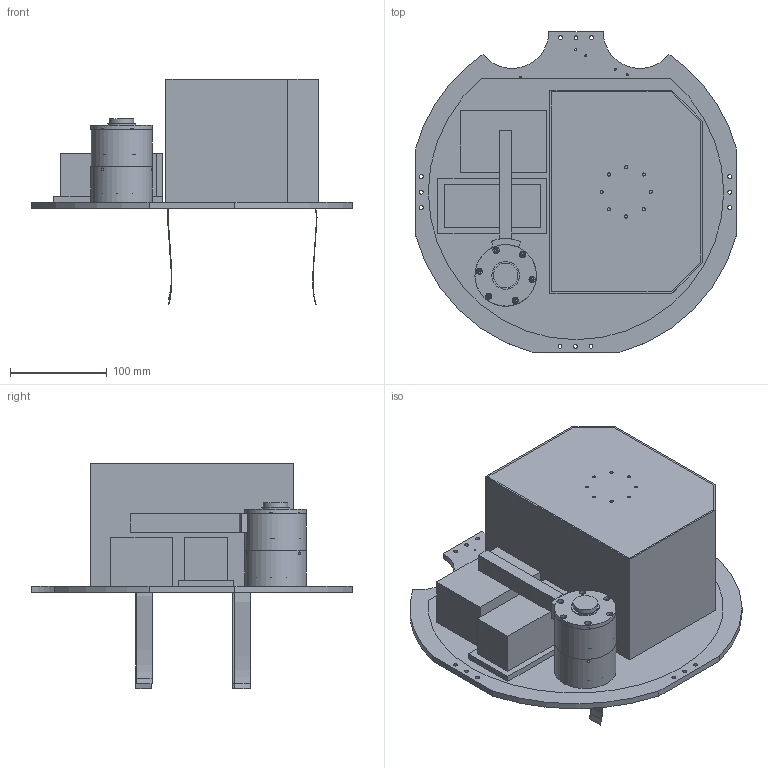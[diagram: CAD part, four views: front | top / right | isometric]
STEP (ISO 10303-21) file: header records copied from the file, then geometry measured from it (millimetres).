
FILE_DESCRIPTION(/* description */ (''),/* implementation_level */ '2;1');
FILE_NAME(/* name */ 'platelayoutCOMPDRV3.stp',/* time_stamp */ '2017-11-10T18:18:52-05:00',/* author */ (''),/* organization */ (''),/* preprocessor_version */ 'ST-DEVELOPER v16',/* originating_system */ 'SIEMENS PLM Software NX 11.0',/* authorisation */ '');
FILE_SCHEMA (('AUTOMOTIVE_DESIGN { 1 0 10303 214 3 1 1 1 }'));
Length unit declared in the file: inch
Products named in the file (38): OVA5647483625; OVA5647_Housing484626; OVA5647_IR-Glas485627; OVA5647_Pigtail486628; tubeholderbase2472629; bearing holder473630; Central Housing445631; Motor End Cover444632; Pitch Motor Housing V281478633; End Effector V3479634; RasPi_Camera_Board489635; siliconbacking636; rod_holder480637; slide rod481638; test_tube482639; Starduino; BiasGenBoard; MotorDriverBoard; siliconforpizeros; RaspberryPiZeroW; datalogger; Shaker_motor643; shaker_disk644; link_arm645; holderhalf463646; holderhalf2464647; BasePlate (1)484648; PayloadSA218485649; new sunshade363486650; newerbox448651; Electronics Box V2503652; SCAMP To Scale_stp455653; OVA5647_FOV504654; PiCamwithsilicon655; tubeholder491656; shakerwithrods369492657; StarduinoAssembly; platelayoutCOMPDRV3_stp
Assembly tree (61 placements, depth 4):
  platelayoutCOMPDRV3_stp
    StarduinoAssembly
      MotorDriverBoard
      BiasGenBoard
      Starduino
    Electronics Box V2503652
    newerbox448651
    new sunshade363486650
    PayloadSA218485649
    BasePlate (1)484648
    shakerwithrods369492657  x2
      tubeholder491656
        bearing holder473630  x4
        tubeholderbase2472629
      test_tube482639
      slide rod481638
      rod_holder480637
    PiCamwithsilicon655  x4
      siliconbacking636
      OVA5647_FOV504654
        OVA5647_Pigtail486628
        OVA5647_IR-Glas485627
        OVA5647_Housing484626
        OVA5647483625
      RasPi_Camera_Board489635
    holderhalf2464647  x6
    SCAMP To Scale_stp455653
      End Effector V3479634
      Pitch Motor Housing V281478633
      Motor End Cover444632
      Central Housing445631
    holderhalf463646  x2
    link_arm645  x2
    shaker_disk644  x2
    Shaker_motor643  x2
    datalogger
    RaspberryPiZeroW  x4
    siliconforpizeros  x2
Bounding box: 331.22 x 331.22 x 233.13 mm (x, y, z)
Volume: 1989737.5 mm3; surface area: 931591.7 mm2
Topology: 89 solids, 89 shells, 4160 faces, 10743 edges, 6948 vertices
Faces by surface type: plane 2048, cylinder 1528, torus 496, bspline 44, sphere 32, cone 12
Full cylindrical faces by diameter (mm): 1.7 x2, 2.032 x5, 2.383 x12, 2.845 x19, 3.048 x9, 3.175 x12, 3.454 x6, 3.7 x8, 3.734 x6, 4.064 x18, 5.715 x6, 6.096 x1, 6.35 x12, 6.502 x6, 6.731 x8, 7.112 x4, 8.636 x12, 9.652 x4, 9.804 x4, 12.7 x16, 13.411 x8, 17.78 x8, 18.542 x4, 19.05 x8, 20 x1, 25.4 x1, 28.575 x1, 31.75 x2, 37.973 x1, 46.99 x3
Entity records: 41185 total; most frequent: CARTESIAN_POINT 7815, DIRECTION 6919, ORIENTED_EDGE 6214, EDGE_CURVE 3107, AXIS2_PLACEMENT_3D 2612, VERTEX_POINT 2109, EDGE_LOOP 1928, LINE 1695
